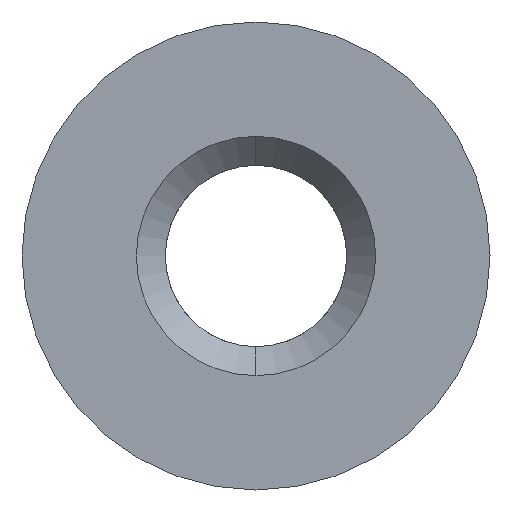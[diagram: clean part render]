
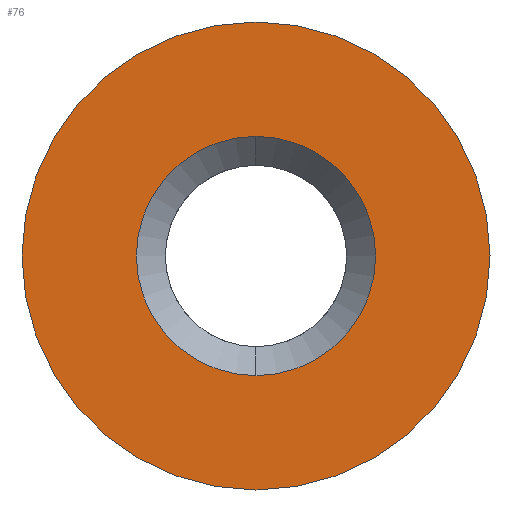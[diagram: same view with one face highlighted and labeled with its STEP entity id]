
A CAD part, left-side view. The second image highlights one B-rep face of the part: STEP entity #76.
In plain terms, the highlighted planar face has unit normal (-1, 0, 0).
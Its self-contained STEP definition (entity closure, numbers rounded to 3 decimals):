
#3=CARTESIAN_POINT('POINT2',(-6.35,0.,2.781));
#4=VERTEX_POINT('VERTEX2',#3);
#20=CARTESIAN_POINT('POINT4',(-6.35,0.,
   -2.781));
#21=VERTEX_POINT('VERTEX4',#20);
#28=CARTESIAN_POINT('POS4',(-6.35,0.,0.))
   ;
#29=DIRECTION('DIR5',(-1.,0.,0.));
#30=DIRECTION('DIR6',(0.,0.,1.));
#31=AXIS2_PLACEMENT_3D('AXIS2',#28,#29,#30);
#32=CIRCLE('ELLIPSE2',#31,2.781);
#33=EDGE_CURVE('EDGE4',#4,#21,#32,.T.);
#44=EDGE_CURVE('EDGE5',#21,#4,#32,.T.);
#52=CARTESIAN_POINT('POINT5',(-6.35,0.,
   1.422));
#53=VERTEX_POINT('VERTEX5',#52);
#54=CARTESIAN_POINT('POINT6',(-6.35,0.,
   -1.422));
#55=VERTEX_POINT('VERTEX6',#54);
#56=CARTESIAN_POINT('POS6',(-6.35,0.,
   0.));
#57=DIRECTION('DIR9',(1.,0.,0.));
#58=DIRECTION('DIR10',(0.,0.,1.));
#59=AXIS2_PLACEMENT_3D('AXIS4',#56,#57,#58);
#60=CIRCLE('ELLIPSE3',#59,1.422);
#61=EDGE_CURVE('EDGE7',#53,#55,#60,.T.);
#62=ORIENTED_EDGE('COEDGE9',*,*,#61,.T.);
#63=EDGE_CURVE('EDGE8',#55,#53,#60,.T.);
#64=ORIENTED_EDGE('COEDGE10',*,*,#63,.T.);
#65=EDGE_LOOP('NONE',(#62,#64));
#66=FACE_BOUND('LOOP1',#65,.T.);
#67=ORIENTED_EDGE('COEDGE11',*,*,#33,.T.);
#68=ORIENTED_EDGE('COEDGE12',*,*,#44,.T.);
#69=EDGE_LOOP('NONE',(#67,#68));
#70=FACE_BOUND('LOOP1',#69,.T.);
#71=CARTESIAN_POINT('POS7',(-6.35,0.,0.))
   ;
#72=DIRECTION('DIR11',(-1.,0.,0.));
#73=DIRECTION('DIR12',(0.,1.,0.));
#74=AXIS2_PLACEMENT_3D('AXIS5',#71,#72,#73);
#75=PLANE('PLANE1',#74);
#76=ADVANCED_FACE('FACE3',(#66,#70),#75,.T.);
